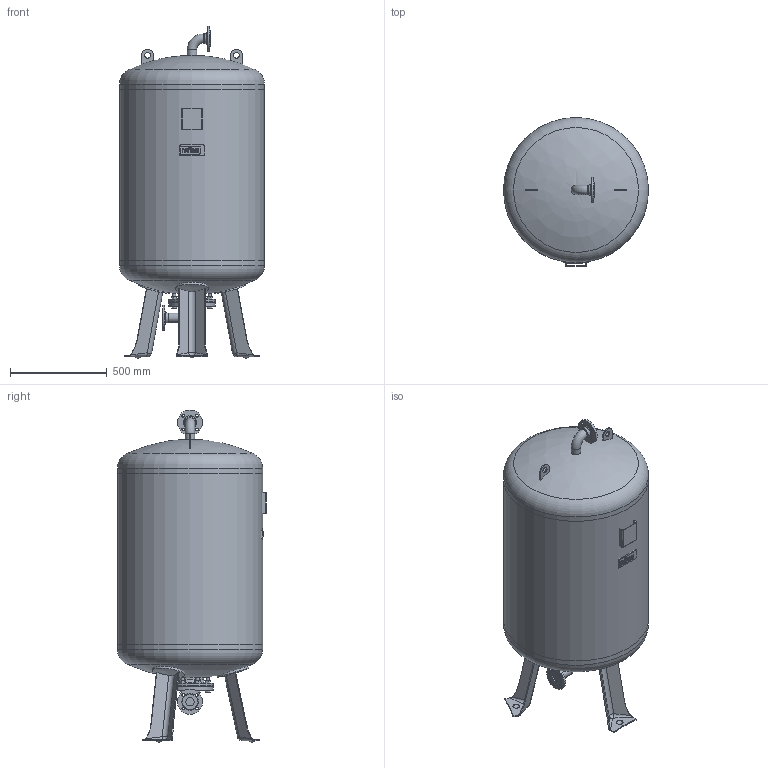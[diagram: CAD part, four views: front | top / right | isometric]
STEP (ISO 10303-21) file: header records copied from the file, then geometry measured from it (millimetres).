
FILE_DESCRIPTION(/* description */ (''),/* implementation_level */ '2;1');
FILE_NAME(/* name */ '3d_IntermediatevesselsV500_6bar-8852800.stp',/* time_stamp */ '2017-08-11T12:12:04+02:00',/* author */ ('Andrzej'),/* organization */ (''),/* preprocessor_version */ 'ST-DEVELOPER v15.5',/* originating_system */ 'AutoCAD Mechanical',/* authorisation */ '');
FILE_SCHEMA (('AUTOMOTIVE_DESIGN { 1 0 10303 214 3 1 1 }'));
Length unit declared in the file: millimetre
Products named in the file (1): Product
Bounding box: 750 x 770 x 1716.83 mm (x, y, z)
Volume: 506193289.2 mm3; surface area: 6154951.3 mm2
Topology: 29 solids, 29 shells, 536 faces, 1327 edges, 882 vertices
Faces by surface type: plane 322, cylinder 163, bspline 20, sphere 15, cone 9, torus 7
Full cylindrical faces by diameter (mm): 14 x8, 16 x16, 18 x16, 22 x8, 30 x2, 43.1 x2, 48.3 x4, 120 x1, 130 x2, 140 x1, 240 x2, 750 x3
Entity records: 20987 total; most frequent: CARTESIAN_POINT 8486, DIRECTION 2566, ORIENTED_EDGE 2410, EDGE_CURVE 1205, AXIS2_PLACEMENT_3D 920, VERTEX_POINT 843, LINE 726, VECTOR 726
